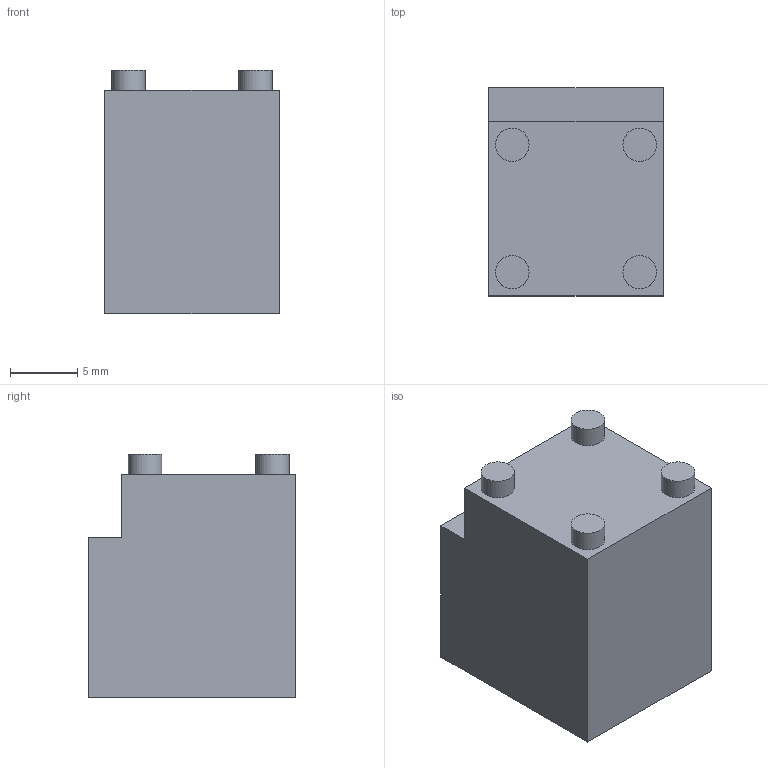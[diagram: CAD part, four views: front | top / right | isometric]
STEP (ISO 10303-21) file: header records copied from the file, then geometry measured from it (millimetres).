
FILE_DESCRIPTION(/* description */ (''),/* implementation_level */ '2;1');
FILE_NAME(/* name */ '00_Lasertack_Coolingblock.ipt.step',/* time_stamp */ '2022-11-29T07:42:46+01:00',/* author */ ('diederichbenedict'),/* organization */ (''),/* preprocessor_version */ 'ST-DEVELOPER v18.1',/* originating_system */ 'Autodesk Inventor 2022',/* authorisation */ '');
FILE_SCHEMA (('AUTOMOTIVE_DESIGN { 1 0 10303 214 3 1 1 }'));
Length unit declared in the file: millimetre
Products named in the file (1): 00_Lasertack_Coolingblock
Bounding box: 13 x 15.5 x 18.2 mm (x, y, z)
Volume: 2364.5 mm3; surface area: 1992.5 mm2
Topology: 1 solids, 1 shells, 30 faces, 58 edges, 38 vertices
Faces by surface type: plane 19, cylinder 11
Full cylindrical faces by diameter (mm): 1.5 x4, 2 x2, 2.5 x4, 9 x1
Entity records: 893 total; most frequent: CARTESIAN_POINT 212, DIRECTION 138, ORIENTED_EDGE 116, EDGE_CURVE 58, AXIS2_PLACEMENT_3D 54, EDGE_LOOP 42, VERTEX_POINT 38, FACE_OUTER_BOUND 30
